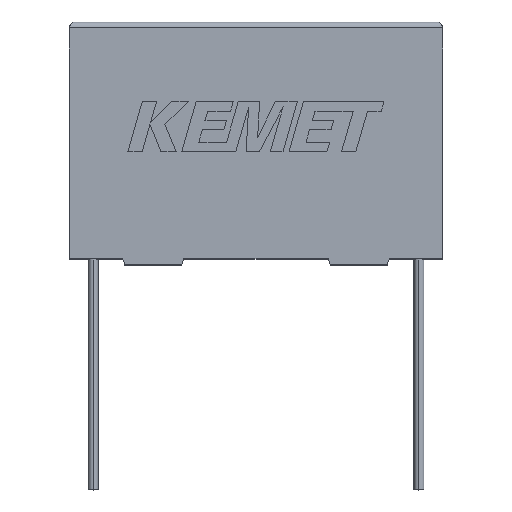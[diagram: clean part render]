
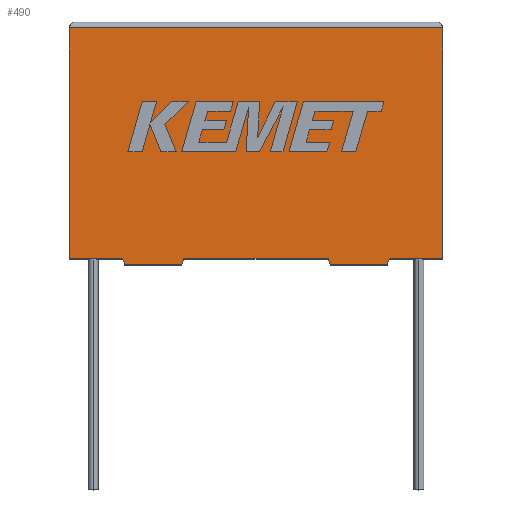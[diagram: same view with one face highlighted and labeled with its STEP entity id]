
A CAD part, top view. The second image highlights one B-rep face of the part: STEP entity #490.
In plain terms, the highlighted planar face has unit normal (0, 0, 1).
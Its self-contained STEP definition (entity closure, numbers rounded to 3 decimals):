
#144 = ORIENTED_EDGE ( 'NONE', *, *, #1483, .T. ) ;
#149 = VERTEX_POINT ( 'NONE', #1863 ) ;
#157 = DIRECTION ( 'NONE',  ( 0., 1., 0. ) ) ;
#170 = EDGE_CURVE ( 'NONE', #1312, #3098, #781, .T. ) ;
#185 = DIRECTION ( 'NONE',  ( -1., 0., 0. ) ) ;
#202 = CARTESIAN_POINT ( 'NONE',  ( 0., 0., 10.5 ) ) ;
#215 = ORIENTED_EDGE ( 'NONE', *, *, #2212, .T. ) ;
#237 = DIRECTION ( 'NONE',  ( -1., 0., 0. ) ) ;
#249 = VECTOR ( 'NONE', #2863, 1000. ) ;
#258 = ORIENTED_EDGE ( 'NONE', *, *, #2762, .F. ) ;
#315 = CARTESIAN_POINT ( 'NONE',  ( 4.67, -0.5, 10.5 ) ) ;
#316 = VECTOR ( 'NONE', #2707, 1000. ) ;
#333 = EDGE_CURVE ( 'NONE', #149, #1312, #436, .T. ) ;
#338 = AXIS2_PLACEMENT_3D ( 'NONE', #3237, #2986, #237 ) ;
#426 = LINE ( 'NONE', #618, #2715 ) ;
#436 = LINE ( 'NONE', #2423, #2807 ) ;
#487 = EDGE_CURVE ( 'NONE', #3098, #2301, #1060, .T. ) ;
#490 = ADVANCED_FACE ( 'NONE', ( #1627 ), #3217, .F. ) ;
#556 = ORIENTED_EDGE ( 'NONE', *, *, #2433, .F. ) ;
#607 = VERTEX_POINT ( 'NONE', #1005 ) ;
#618 = CARTESIAN_POINT ( 'NONE',  ( 9.489, -0.5, 10.5 ) ) ;
#619 = VERTEX_POINT ( 'NONE', #2303 ) ;
#665 = LINE ( 'NONE', #2215, #316 ) ;
#722 = CARTESIAN_POINT ( 'NONE',  ( 9.64, 0., 10.5 ) ) ;
#734 = LINE ( 'NONE', #1370, #1357 ) ;
#743 = VECTOR ( 'NONE', #3019, 1000. ) ;
#748 = LINE ( 'NONE', #3160, #956 ) ;
#781 = LINE ( 'NONE', #1096, #249 ) ;
#956 = VECTOR ( 'NONE', #1655, 1000. ) ;
#992 = VERTEX_POINT ( 'NONE', #1182 ) ;
#1005 = CARTESIAN_POINT ( 'NONE',  ( 26.98, 0., 10.5 ) ) ;
#1060 = LINE ( 'NONE', #2209, #743 ) ;
#1096 = CARTESIAN_POINT ( 'NONE',  ( 0., 0., 10.5 ) ) ;
#1178 = CARTESIAN_POINT ( 'NONE',  ( 31.5, 0., 10.5 ) ) ;
#1182 = CARTESIAN_POINT ( 'NONE',  ( 21.86, 0., 10.5 ) ) ;
#1202 = LINE ( 'NONE', #1803, #1567 ) ;
#1228 = ORIENTED_EDGE ( 'NONE', *, *, #1348, .T. ) ;
#1264 = DIRECTION ( 'NONE',  ( -0.287, -0.958, 0. ) ) ;
#1286 = CARTESIAN_POINT ( 'NONE',  ( 26.98, 0., 10.5 ) ) ;
#1304 = VECTOR ( 'NONE', #1264, 1000. ) ;
#1312 = VERTEX_POINT ( 'NONE', #2594 ) ;
#1348 = EDGE_CURVE ( 'NONE', #1640, #2754, #426, .T. ) ;
#1357 = VECTOR ( 'NONE', #185, 1000. ) ;
#1370 = CARTESIAN_POINT ( 'NONE',  ( 0., 19.5, 10.5 ) ) ;
#1477 = EDGE_CURVE ( 'NONE', #2037, #619, #3036, .T. ) ;
#1483 = EDGE_CURVE ( 'NONE', #619, #149, #734, .T. ) ;
#1520 = LINE ( 'NONE', #1984, #2111 ) ;
#1524 = EDGE_LOOP ( 'NONE', ( #3032, #144, #1884, #3151, #2553, #215, #1228, #2182, #3029, #258, #556, #2776 ) ) ;
#1554 = VERTEX_POINT ( 'NONE', #2183 ) ;
#1567 = VECTOR ( 'NONE', #3097, 1000. ) ;
#1577 = LINE ( 'NONE', #202, #2048 ) ;
#1627 = FACE_OUTER_BOUND ( 'NONE', #1524, .T. ) ;
#1640 = VERTEX_POINT ( 'NONE', #2295 ) ;
#1652 = DIRECTION ( 'NONE',  ( 0.287, 0.958, 0. ) ) ;
#1655 = DIRECTION ( 'NONE',  ( -0.287, 0.958, 0. ) ) ;
#1741 = EDGE_CURVE ( 'NONE', #2754, #992, #1202, .T. ) ;
#1803 = CARTESIAN_POINT ( 'NONE',  ( 0., 0., 10.5 ) ) ;
#1863 = CARTESIAN_POINT ( 'NONE',  ( 0., 19.5, 10.5 ) ) ;
#1884 = ORIENTED_EDGE ( 'NONE', *, *, #333, .T. ) ;
#1937 = VECTOR ( 'NONE', #157, 1000. ) ;
#1984 = CARTESIAN_POINT ( 'NONE',  ( 4.67, -0.5, 10.5 ) ) ;
#1999 = LINE ( 'NONE', #1286, #1304 ) ;
#2037 = VERTEX_POINT ( 'NONE', #1178 ) ;
#2048 = VECTOR ( 'NONE', #3223, 1000. ) ;
#2111 = VECTOR ( 'NONE', #3018, 1000. ) ;
#2182 = ORIENTED_EDGE ( 'NONE', *, *, #1741, .T. ) ;
#2183 = CARTESIAN_POINT ( 'NONE',  ( 22.011, -0.5, 10.5 ) ) ;
#2200 = DIRECTION ( 'NONE',  ( 0., -1., 0. ) ) ;
#2209 = CARTESIAN_POINT ( 'NONE',  ( 4.52, 0., 10.5 ) ) ;
#2212 = EDGE_CURVE ( 'NONE', #2301, #1640, #1520, .T. ) ;
#2215 = CARTESIAN_POINT ( 'NONE',  ( 26.83, -0.5, 10.5 ) ) ;
#2295 = CARTESIAN_POINT ( 'NONE',  ( 9.489, -0.5, 10.5 ) ) ;
#2301 = VERTEX_POINT ( 'NONE', #315 ) ;
#2303 = CARTESIAN_POINT ( 'NONE',  ( 31.5, 19.5, 10.5 ) ) ;
#2400 = VERTEX_POINT ( 'NONE', #2609 ) ;
#2423 = CARTESIAN_POINT ( 'NONE',  ( 0., 0., 10.5 ) ) ;
#2424 = CARTESIAN_POINT ( 'NONE',  ( 31.5, 0., 10.5 ) ) ;
#2433 = EDGE_CURVE ( 'NONE', #607, #2400, #1999, .T. ) ;
#2553 = ORIENTED_EDGE ( 'NONE', *, *, #487, .T. ) ;
#2594 = CARTESIAN_POINT ( 'NONE',  ( 0., 0., 10.5 ) ) ;
#2609 = CARTESIAN_POINT ( 'NONE',  ( 26.83, -0.5, 10.5 ) ) ;
#2707 = DIRECTION ( 'NONE',  ( -1., 0., 0. ) ) ;
#2715 = VECTOR ( 'NONE', #1652, 1000. ) ;
#2754 = VERTEX_POINT ( 'NONE', #722 ) ;
#2762 = EDGE_CURVE ( 'NONE', #2400, #1554, #665, .T. ) ;
#2776 = ORIENTED_EDGE ( 'NONE', *, *, #2798, .T. ) ;
#2798 = EDGE_CURVE ( 'NONE', #607, #2037, #1577, .T. ) ;
#2807 = VECTOR ( 'NONE', #2200, 1000. ) ;
#2863 = DIRECTION ( 'NONE',  ( 1., 0., 0. ) ) ;
#2986 = DIRECTION ( 'NONE',  ( 0., 0., -1. ) ) ;
#3018 = DIRECTION ( 'NONE',  ( 1., 0., 0. ) ) ;
#3019 = DIRECTION ( 'NONE',  ( 0.287, -0.958, 0. ) ) ;
#3029 = ORIENTED_EDGE ( 'NONE', *, *, #3190, .F. ) ;
#3032 = ORIENTED_EDGE ( 'NONE', *, *, #1477, .T. ) ;
#3036 = LINE ( 'NONE', #2424, #1937 ) ;
#3097 = DIRECTION ( 'NONE',  ( 1., 0., 0. ) ) ;
#3098 = VERTEX_POINT ( 'NONE', #3139 ) ;
#3139 = CARTESIAN_POINT ( 'NONE',  ( 4.52, 0., 10.5 ) ) ;
#3151 = ORIENTED_EDGE ( 'NONE', *, *, #170, .T. ) ;
#3160 = CARTESIAN_POINT ( 'NONE',  ( 22.011, -0.5, 10.5 ) ) ;
#3190 = EDGE_CURVE ( 'NONE', #1554, #992, #748, .T. ) ;
#3217 = PLANE ( 'NONE',  #338 ) ;
#3223 = DIRECTION ( 'NONE',  ( 1., 0., 0. ) ) ;
#3237 = CARTESIAN_POINT ( 'NONE',  ( 0., 0., 10.5 ) ) ;
